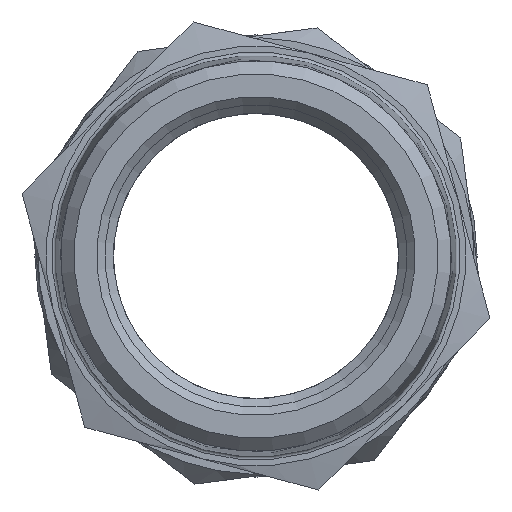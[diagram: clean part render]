
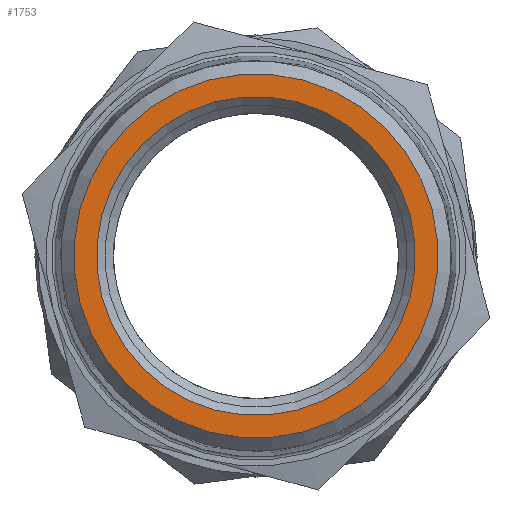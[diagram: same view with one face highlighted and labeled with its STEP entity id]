
A CAD part, left-side view. The second image highlights one B-rep face of the part: STEP entity #1753.
In plain terms, the highlighted planar face has unit normal (-1, 0, 0).
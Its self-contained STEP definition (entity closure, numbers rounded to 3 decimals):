
#79=FACE_BOUND('',#488,.T.);
#105=PLANE('',#2018);
#375=FACE_OUTER_BOUND('',#487,.T.);
#487=EDGE_LOOP('',(#1587));
#488=EDGE_LOOP('',(#1588));
#634=CIRCLE('',#2004,21.701);
#644=CIRCLE('',#2019,19.);
#814=VERTEX_POINT('',#3212);
#823=VERTEX_POINT('',#3239);
#1070=EDGE_CURVE('',#814,#814,#634,.T.);
#1083=EDGE_CURVE('',#823,#823,#644,.T.);
#1587=ORIENTED_EDGE('',*,*,#1070,.F.);
#1588=ORIENTED_EDGE('',*,*,#1083,.F.);
#1753=ADVANCED_FACE('',(#375,#79),#105,.T.);
#2004=AXIS2_PLACEMENT_3D('',#3213,#2527,#2528);
#2018=AXIS2_PLACEMENT_3D('',#3238,#2558,#2559);
#2019=AXIS2_PLACEMENT_3D('',#3240,#2560,#2561);
#2527=DIRECTION('center_axis',(1.,0.,0.));
#2528=DIRECTION('ref_axis',(0.,-0.707,-0.707));
#2558=DIRECTION('center_axis',(-1.,0.,0.));
#2559=DIRECTION('ref_axis',(0.,0.707,0.707));
#2560=DIRECTION('center_axis',(-1.,0.,0.));
#2561=DIRECTION('ref_axis',(0.,-0.707,-0.707));
#3212=CARTESIAN_POINT('',(-101.5,15.345,15.345));
#3213=CARTESIAN_POINT('Origin',(-101.5,0.,0.));
#3238=CARTESIAN_POINT('Origin',(-101.5,14.213,14.213));
#3239=CARTESIAN_POINT('',(-101.5,13.435,13.435));
#3240=CARTESIAN_POINT('Origin',(-101.5,0.,0.));
